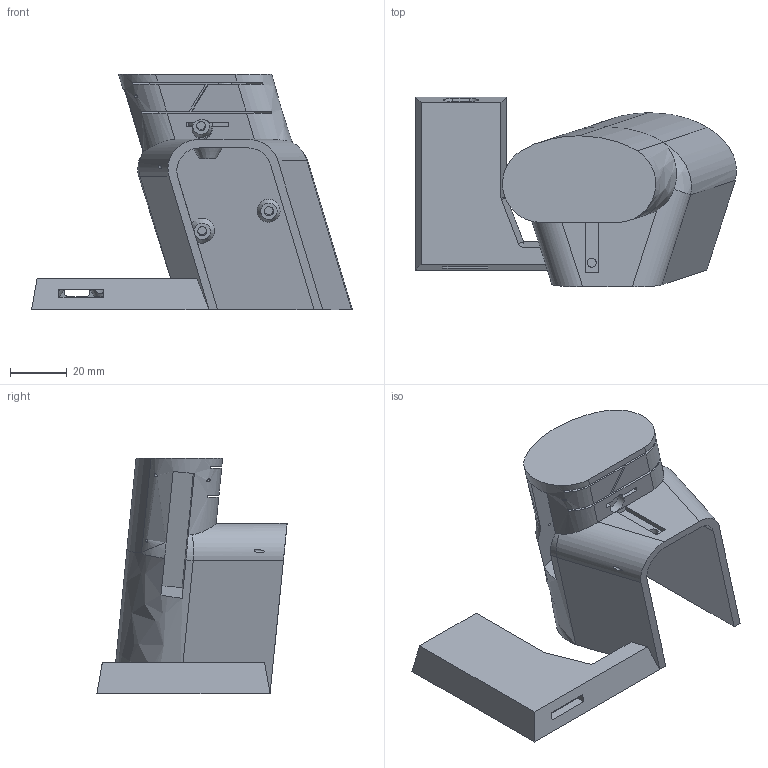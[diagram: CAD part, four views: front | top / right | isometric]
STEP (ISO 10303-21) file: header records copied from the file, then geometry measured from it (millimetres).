
FILE_DESCRIPTION(/* description */ ('Model of The Lynx Mouse handle'),/* implementation_level */ '2;1');
FILE_NAME(/* name */ 'lynx-mouse-handle.step',/* time_stamp */ '2025-12-27T12:50:45',/* author */ ('David H. Bronke',''),/* organization */ (''),/* preprocessor_version */ 'Open CASCADE STEP processor 7.8.1.1',/* originating_system */ 'python-cadquery',/* authorization */ '');
FILE_SCHEMA(('AUTOMOTIVE_DESIGN { 1 0 10303 214 1 1 1 1 }'));
Length unit declared in the file: millimetre
Products named in the file (1): The Lynx Mouse handle
Bounding box: 112.98 x 67 x 83 mm (x, y, z)
Volume: 102600.6 mm3; surface area: 37932.3 mm2
Topology: 1 solids, 1 shells, 154 faces, 411 edges, 268 vertices
Faces by surface type: plane 98, cylinder 30, cone 14, extrusion 9, bspline 3
Full cylindrical faces by diameter (mm): 1 x4, 3.2 x13, 4 x2, 9.8 x1
Entity records: 7317 total; most frequent: CARTESIAN_POINT 3397, ORIENTED_EDGE 812, DIRECTION 801, EDGE_CURVE 406, AXIS2_PLACEMENT_3D 273, VERTEX_POINT 268, VECTOR 255, LINE 246
